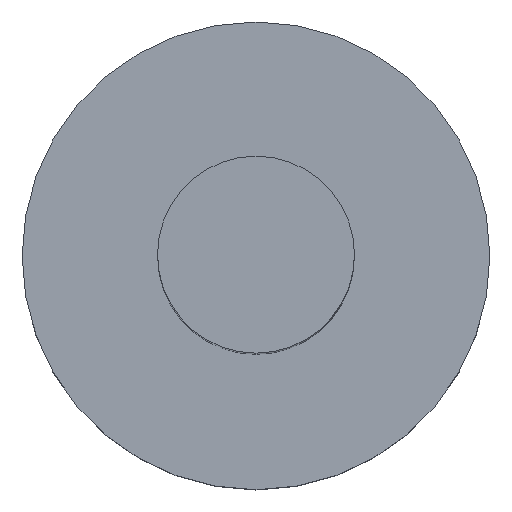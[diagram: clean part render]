
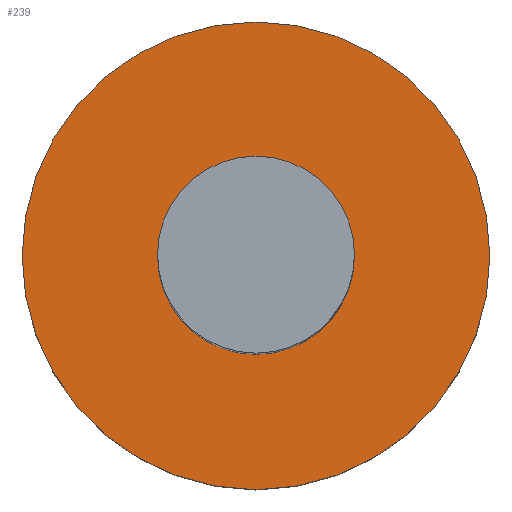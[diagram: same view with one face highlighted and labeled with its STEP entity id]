
A CAD part, top view. The second image highlights one B-rep face of the part: STEP entity #239.
In plain terms, the highlighted planar face has unit normal (0, 0, 1).
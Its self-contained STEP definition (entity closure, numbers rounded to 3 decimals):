
#19 = DIRECTION ( 'NONE',  ( -1., 0., 0. ) ) ;
#21 = CIRCLE ( 'NONE', #88, 6.35 ) ;
#23 = CARTESIAN_POINT ( 'NONE',  ( 0., 0., -44.45 ) ) ;
#44 = VERTEX_POINT ( 'NONE', #201 ) ;
#50 = VERTEX_POINT ( 'NONE', #84 ) ;
#58 = DIRECTION ( 'NONE',  ( 0., 0., 1. ) ) ;
#59 = VERTEX_POINT ( 'NONE', #120 ) ;
#61 = DIRECTION ( 'NONE',  ( 1., 0., 0. ) ) ;
#79 = CIRCLE ( 'NONE', #249, 6.35 ) ;
#81 = EDGE_CURVE ( 'NONE', #50, #44, #83, .T. ) ;
#83 = CIRCLE ( 'NONE', #119, 15.081 ) ;
#84 = CARTESIAN_POINT ( 'NONE',  ( 15.081, 0., -44.45 ) ) ;
#88 = AXIS2_PLACEMENT_3D ( 'NONE', #107, #227, #242 ) ;
#89 = AXIS2_PLACEMENT_3D ( 'NONE', #174, #58, #171 ) ;
#107 = CARTESIAN_POINT ( 'NONE',  ( 0., 0., -44.45 ) ) ;
#111 = FACE_OUTER_BOUND ( 'NONE', #141, .T. ) ;
#113 = EDGE_CURVE ( 'NONE', #59, #198, #21, .T. ) ;
#119 = AXIS2_PLACEMENT_3D ( 'NONE', #23, #169, #187 ) ;
#120 = CARTESIAN_POINT ( 'NONE',  ( -6.35, 0., -44.45 ) ) ;
#135 = CARTESIAN_POINT ( 'NONE',  ( 0., 0., -44.45 ) ) ;
#139 = ORIENTED_EDGE ( 'NONE', *, *, #81, .T. ) ;
#141 = EDGE_LOOP ( 'NONE', ( #139, #177 ) ) ;
#169 = DIRECTION ( 'NONE',  ( 0., 0., 1. ) ) ;
#171 = DIRECTION ( 'NONE',  ( 1., 0., 0. ) ) ;
#174 = CARTESIAN_POINT ( 'NONE',  ( 0., 0., -44.45 ) ) ;
#177 = ORIENTED_EDGE ( 'NONE', *, *, #205, .T. ) ;
#179 = DIRECTION ( 'NONE',  ( 0., 0., -1. ) ) ;
#183 = CIRCLE ( 'NONE', #89, 15.081 ) ;
#187 = DIRECTION ( 'NONE',  ( 1., 0., 0. ) ) ;
#188 = CARTESIAN_POINT ( 'NONE',  ( 6.35, 0., -44.45 ) ) ;
#189 = CARTESIAN_POINT ( 'NONE',  ( 0., 6.35, -44.45 ) ) ;
#196 = DIRECTION ( 'NONE',  ( 0., 0., 1. ) ) ;
#198 = VERTEX_POINT ( 'NONE', #188 ) ;
#201 = CARTESIAN_POINT ( 'NONE',  ( -15.081, 0., -44.45 ) ) ;
#205 = EDGE_CURVE ( 'NONE', #44, #50, #183, .T. ) ;
#210 = ORIENTED_EDGE ( 'NONE', *, *, #229, .F. ) ;
#220 = EDGE_LOOP ( 'NONE', ( #210, #250 ) ) ;
#227 = DIRECTION ( 'NONE',  ( 0., 0., 1. ) ) ;
#228 = AXIS2_PLACEMENT_3D ( 'NONE', #189, #179, #19 ) ;
#229 = EDGE_CURVE ( 'NONE', #198, #59, #79, .T. ) ;
#233 = PLANE ( 'NONE',  #228 ) ;
#239 = ADVANCED_FACE ( 'NONE', ( #244, #111 ), #233, .F. ) ;
#242 = DIRECTION ( 'NONE',  ( 1., 0., 0. ) ) ;
#244 = FACE_BOUND ( 'NONE', #220, .T. ) ;
#249 = AXIS2_PLACEMENT_3D ( 'NONE', #135, #196, #61 ) ;
#250 = ORIENTED_EDGE ( 'NONE', *, *, #113, .F. ) ;
